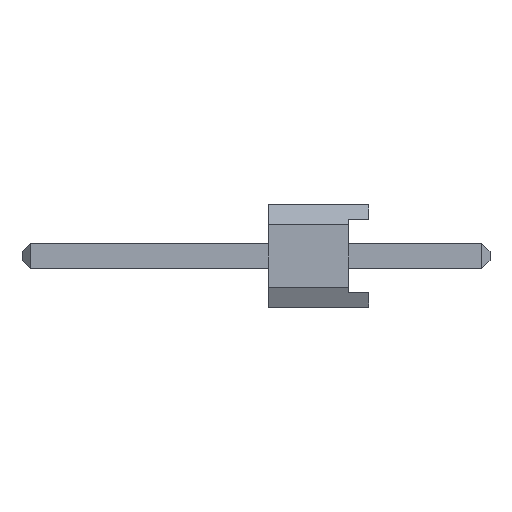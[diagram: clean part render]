
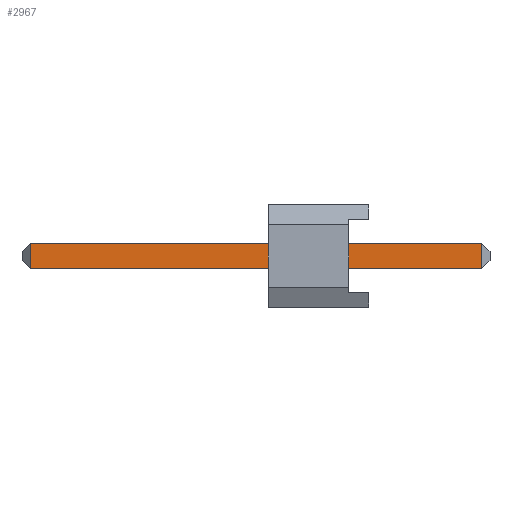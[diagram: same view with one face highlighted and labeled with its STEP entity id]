
A CAD part, left-side view. The second image highlights one B-rep face of the part: STEP entity #2967.
In plain terms, the highlighted planar face has unit normal (-1, 0, 0).
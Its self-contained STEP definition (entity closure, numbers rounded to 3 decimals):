
#72=FACE_OUTER_BOUND('',#220,.T.);
#220=EDGE_LOOP('',(#1869,#1870,#1871,#1872));
#388=LINE('',#4039,#792);
#391=LINE('',#4046,#795);
#392=LINE('',#4047,#796);
#393=LINE('',#4048,#797);
#792=VECTOR('',#3315,1000.);
#795=VECTOR('',#3320,1000.);
#796=VECTOR('',#3321,1000.);
#797=VECTOR('',#3322,1000.);
#1193=VERTEX_POINT('',#4032);
#1195=VERTEX_POINT('',#4038);
#1197=VERTEX_POINT('',#4044);
#1198=VERTEX_POINT('',#4045);
#1460=EDGE_CURVE('',#1193,#1195,#388,.T.);
#1463=EDGE_CURVE('',#1197,#1198,#391,.T.);
#1464=EDGE_CURVE('',#1198,#1195,#392,.T.);
#1465=EDGE_CURVE('',#1193,#1197,#393,.T.);
#1869=ORIENTED_EDGE('',*,*,#1463,.T.);
#1870=ORIENTED_EDGE('',*,*,#1464,.T.);
#1871=ORIENTED_EDGE('',*,*,#1460,.F.);
#1872=ORIENTED_EDGE('',*,*,#1465,.T.);
#2668=PLANE('',#3144);
#2967=ADVANCED_FACE('',(#72),#2668,.F.);
#3144=AXIS2_PLACEMENT_3D('',#4043,#3318,#3319);
#3315=DIRECTION('',(0.,0.,-1.));
#3318=DIRECTION('center_axis',(1.,0.,0.));
#3319=DIRECTION('ref_axis',(0.,0.,-1.));
#3320=DIRECTION('',(0.,0.,-1.));
#3321=DIRECTION('',(0.,-1.,0.));
#3322=DIRECTION('',(0.,1.,0.));
#4032=CARTESIAN_POINT('',(-1.59,-0.32,5.57));
#4038=CARTESIAN_POINT('',(-1.59,-0.32,-5.63));
#4039=CARTESIAN_POINT('',(-1.59,-0.32,5.77));
#4043=CARTESIAN_POINT('Origin',(-1.59,-0.32,5.77));
#4044=CARTESIAN_POINT('',(-1.59,0.32,5.57));
#4045=CARTESIAN_POINT('',(-1.59,0.32,-5.63));
#4046=CARTESIAN_POINT('',(-1.59,0.32,5.77));
#4047=CARTESIAN_POINT('',(-1.59,-0.32,-5.63));
#4048=CARTESIAN_POINT('',(-1.59,-0.32,5.57));
